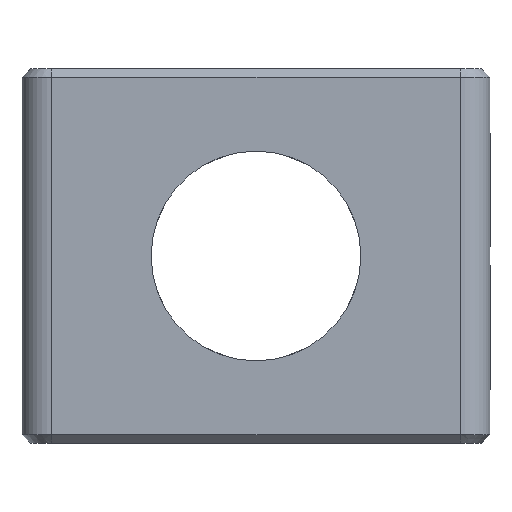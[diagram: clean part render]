
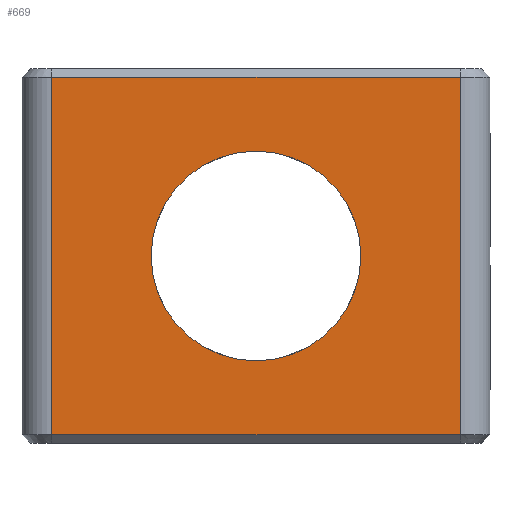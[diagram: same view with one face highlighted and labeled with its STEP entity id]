
A CAD part, left-side view. The second image highlights one B-rep face of the part: STEP entity #669.
In plain terms, the highlighted planar face has unit normal (-1, 0, 0).
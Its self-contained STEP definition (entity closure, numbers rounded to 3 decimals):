
#44 = CYLINDRICAL_SURFACE('',#45,1.);
#45 = AXIS2_PLACEMENT_3D('',#46,#47,#48);
#46 = CARTESIAN_POINT('',(-6.813,6.813,-6.25));
#47 = DIRECTION('',(0.,0.,1.));
#48 = DIRECTION('',(0.,1.,0.));
#178 = VERTEX_POINT('',#179);
#179 = CARTESIAN_POINT('',(-7.813,6.813,-5.96));
#206 = EDGE_CURVE('',#178,#207,#209,.T.);
#207 = VERTEX_POINT('',#208);
#208 = CARTESIAN_POINT('',(-7.813,6.813,5.96));
#209 = SURFACE_CURVE('',#210,(#214,#221),.PCURVE_S1.);
#210 = LINE('',#211,#212);
#211 = CARTESIAN_POINT('',(-7.813,6.813,-6.25));
#212 = VECTOR('',#213,1.);
#213 = DIRECTION('',(0.,0.,1.));
#214 = PCURVE('',#44,#215);
#215 = DEFINITIONAL_REPRESENTATION('',(#216),#220);
#216 = LINE('',#217,#218);
#217 = CARTESIAN_POINT('',(1.571,0.));
#218 = VECTOR('',#219,1.);
#219 = DIRECTION('',(0.,1.));
#220 = ( GEOMETRIC_REPRESENTATION_CONTEXT(2) 
PARAMETRIC_REPRESENTATION_CONTEXT() REPRESENTATION_CONTEXT('2D SPACE',''
  ) );
#221 = PCURVE('',#222,#227);
#222 = PLANE('',#223);
#223 = AXIS2_PLACEMENT_3D('',#224,#225,#226);
#224 = CARTESIAN_POINT('',(-7.813,-7.813,-6.25));
#225 = DIRECTION('',(-1.,0.,0.));
#226 = DIRECTION('',(0.,1.,0.));
#227 = DEFINITIONAL_REPRESENTATION('',(#228),#232);
#228 = LINE('',#229,#230);
#229 = CARTESIAN_POINT('',(14.625,0.));
#230 = VECTOR('',#231,1.);
#231 = DIRECTION('',(0.,-1.));
#232 = ( GEOMETRIC_REPRESENTATION_CONTEXT(2) 
PARAMETRIC_REPRESENTATION_CONTEXT() REPRESENTATION_CONTEXT('2D SPACE',''
  ) );
#579 = PLANE('',#580);
#580 = AXIS2_PLACEMENT_3D('',#581,#582,#583);
#581 = CARTESIAN_POINT('',(-7.668,-6.813,-6.105));
#582 = DIRECTION('',(-0.707,0.,-0.707));
#583 = DIRECTION('',(0.,1.,0.));
#634 = PLANE('',#635);
#635 = AXIS2_PLACEMENT_3D('',#636,#637,#638);
#636 = CARTESIAN_POINT('',(-7.668,-6.813,6.105));
#637 = DIRECTION('',(0.707,0.,-0.707));
#638 = DIRECTION('',(0.,1.,0.));
#669 = ADVANCED_FACE('',(#670,#745),#222,.T.);
#670 = FACE_BOUND('',#671,.T.);
#671 = EDGE_LOOP('',(#672,#702,#723,#724));
#672 = ORIENTED_EDGE('',*,*,#673,.T.);
#673 = EDGE_CURVE('',#674,#676,#678,.T.);
#674 = VERTEX_POINT('',#675);
#675 = CARTESIAN_POINT('',(-7.813,-6.813,-5.96));
#676 = VERTEX_POINT('',#677);
#677 = CARTESIAN_POINT('',(-7.813,-6.813,5.96));
#678 = SURFACE_CURVE('',#679,(#683,#690),.PCURVE_S1.);
#679 = LINE('',#680,#681);
#680 = CARTESIAN_POINT('',(-7.813,-6.813,-6.25));
#681 = VECTOR('',#682,1.);
#682 = DIRECTION('',(0.,0.,1.));
#683 = PCURVE('',#222,#684);
#684 = DEFINITIONAL_REPRESENTATION('',(#685),#689);
#685 = LINE('',#686,#687);
#686 = CARTESIAN_POINT('',(1.,0.));
#687 = VECTOR('',#688,1.);
#688 = DIRECTION('',(0.,-1.));
#689 = ( GEOMETRIC_REPRESENTATION_CONTEXT(2) 
PARAMETRIC_REPRESENTATION_CONTEXT() REPRESENTATION_CONTEXT('2D SPACE',''
  ) );
#690 = PCURVE('',#691,#696);
#691 = CYLINDRICAL_SURFACE('',#692,1.);
#692 = AXIS2_PLACEMENT_3D('',#693,#694,#695);
#693 = CARTESIAN_POINT('',(-6.813,-6.813,-6.25));
#694 = DIRECTION('',(0.,0.,1.));
#695 = DIRECTION('',(0.,-1.,0.));
#696 = DEFINITIONAL_REPRESENTATION('',(#697),#701);
#697 = LINE('',#698,#699);
#698 = CARTESIAN_POINT('',(-1.571,0.));
#699 = VECTOR('',#700,1.);
#700 = DIRECTION('',(-0.,1.));
#701 = ( GEOMETRIC_REPRESENTATION_CONTEXT(2) 
PARAMETRIC_REPRESENTATION_CONTEXT() REPRESENTATION_CONTEXT('2D SPACE',''
  ) );
#702 = ORIENTED_EDGE('',*,*,#703,.T.);
#703 = EDGE_CURVE('',#676,#207,#704,.T.);
#704 = SURFACE_CURVE('',#705,(#709,#716),.PCURVE_S1.);
#705 = LINE('',#706,#707);
#706 = CARTESIAN_POINT('',(-7.813,-6.813,5.96));
#707 = VECTOR('',#708,1.);
#708 = DIRECTION('',(0.,1.,0.));
#709 = PCURVE('',#222,#710);
#710 = DEFINITIONAL_REPRESENTATION('',(#711),#715);
#711 = LINE('',#712,#713);
#712 = CARTESIAN_POINT('',(1.,-12.21));
#713 = VECTOR('',#714,1.);
#714 = DIRECTION('',(1.,0.));
#715 = ( GEOMETRIC_REPRESENTATION_CONTEXT(2) 
PARAMETRIC_REPRESENTATION_CONTEXT() REPRESENTATION_CONTEXT('2D SPACE',''
  ) );
#716 = PCURVE('',#634,#717);
#717 = DEFINITIONAL_REPRESENTATION('',(#718),#722);
#718 = LINE('',#719,#720);
#719 = CARTESIAN_POINT('',(0.,-0.205));
#720 = VECTOR('',#721,1.);
#721 = DIRECTION('',(1.,0.));
#722 = ( GEOMETRIC_REPRESENTATION_CONTEXT(2) 
PARAMETRIC_REPRESENTATION_CONTEXT() REPRESENTATION_CONTEXT('2D SPACE',''
  ) );
#723 = ORIENTED_EDGE('',*,*,#206,.F.);
#724 = ORIENTED_EDGE('',*,*,#725,.F.);
#725 = EDGE_CURVE('',#674,#178,#726,.T.);
#726 = SURFACE_CURVE('',#727,(#731,#738),.PCURVE_S1.);
#727 = LINE('',#728,#729);
#728 = CARTESIAN_POINT('',(-7.813,-6.813,-5.96));
#729 = VECTOR('',#730,1.);
#730 = DIRECTION('',(0.,1.,0.));
#731 = PCURVE('',#222,#732);
#732 = DEFINITIONAL_REPRESENTATION('',(#733),#737);
#733 = LINE('',#734,#735);
#734 = CARTESIAN_POINT('',(1.,-0.29));
#735 = VECTOR('',#736,1.);
#736 = DIRECTION('',(1.,0.));
#737 = ( GEOMETRIC_REPRESENTATION_CONTEXT(2) 
PARAMETRIC_REPRESENTATION_CONTEXT() REPRESENTATION_CONTEXT('2D SPACE',''
  ) );
#738 = PCURVE('',#579,#739);
#739 = DEFINITIONAL_REPRESENTATION('',(#740),#744);
#740 = LINE('',#741,#742);
#741 = CARTESIAN_POINT('',(0.,-0.205));
#742 = VECTOR('',#743,1.);
#743 = DIRECTION('',(1.,0.));
#744 = ( GEOMETRIC_REPRESENTATION_CONTEXT(2) 
PARAMETRIC_REPRESENTATION_CONTEXT() REPRESENTATION_CONTEXT('2D SPACE',''
  ) );
#745 = FACE_BOUND('',#746,.T.);
#746 = EDGE_LOOP('',(#747));
#747 = ORIENTED_EDGE('',*,*,#748,.T.);
#748 = EDGE_CURVE('',#749,#749,#751,.T.);
#749 = VERTEX_POINT('',#750);
#750 = CARTESIAN_POINT('',(-7.813,-3.5,0.));
#751 = SURFACE_CURVE('',#752,(#757,#768),.PCURVE_S1.);
#752 = CIRCLE('',#753,3.5);
#753 = AXIS2_PLACEMENT_3D('',#754,#755,#756);
#754 = CARTESIAN_POINT('',(-7.813,0.,0.));
#755 = DIRECTION('',(1.,0.,0.));
#756 = DIRECTION('',(0.,-1.,0.));
#757 = PCURVE('',#222,#758);
#758 = DEFINITIONAL_REPRESENTATION('',(#759),#767);
#759 = ( BOUNDED_CURVE() B_SPLINE_CURVE(2,(#760,#761,#762,#763,#764,#765
,#766),.UNSPECIFIED.,.T.,.F.) B_SPLINE_CURVE_WITH_KNOTS((1,2,2,2,2,1),(
    -2.094,0.,2.094,4.189,6.283,
8.378),.UNSPECIFIED.) CURVE() GEOMETRIC_REPRESENTATION_ITEM() 
RATIONAL_B_SPLINE_CURVE((1.,0.5,1.,0.5,1.,0.5,1.)) REPRESENTATION_ITEM(
  '') );
#760 = CARTESIAN_POINT('',(4.313,-6.25));
#761 = CARTESIAN_POINT('',(4.313,-0.188));
#762 = CARTESIAN_POINT('',(9.563,-3.219));
#763 = CARTESIAN_POINT('',(14.813,-6.25));
#764 = CARTESIAN_POINT('',(9.563,-9.281));
#765 = CARTESIAN_POINT('',(4.313,-12.312));
#766 = CARTESIAN_POINT('',(4.313,-6.25));
#767 = ( GEOMETRIC_REPRESENTATION_CONTEXT(2) 
PARAMETRIC_REPRESENTATION_CONTEXT() REPRESENTATION_CONTEXT('2D SPACE',''
  ) );
#768 = PCURVE('',#769,#774);
#769 = CYLINDRICAL_SURFACE('',#770,3.5);
#770 = AXIS2_PLACEMENT_3D('',#771,#772,#773);
#771 = CARTESIAN_POINT('',(0.,0.,0.));
#772 = DIRECTION('',(1.,0.,0.));
#773 = DIRECTION('',(0.,-1.,0.));
#774 = DEFINITIONAL_REPRESENTATION('',(#775),#779);
#775 = LINE('',#776,#777);
#776 = CARTESIAN_POINT('',(-6.283,-7.813));
#777 = VECTOR('',#778,1.);
#778 = DIRECTION('',(1.,-0.));
#779 = ( GEOMETRIC_REPRESENTATION_CONTEXT(2) 
PARAMETRIC_REPRESENTATION_CONTEXT() REPRESENTATION_CONTEXT('2D SPACE',''
  ) );
